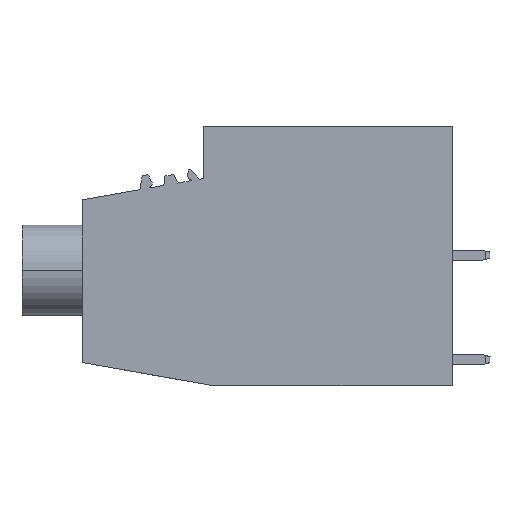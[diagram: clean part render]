
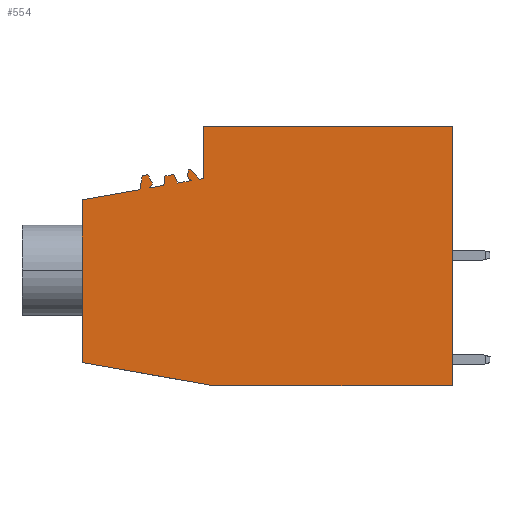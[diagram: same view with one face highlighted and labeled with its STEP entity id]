
A CAD part, left-side view. The second image highlights one B-rep face of the part: STEP entity #554.
In plain terms, the highlighted planar face has unit normal (-1, 0, 0).
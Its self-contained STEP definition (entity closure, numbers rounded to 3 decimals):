
#382=AXIS2_PLACEMENT_3D('Plane Axis2P3D',#379,#380,#381) ;
#442=AXIS2_PLACEMENT_3D('Circle Axis2P3D',#440,#441,$) ;
#449=AXIS2_PLACEMENT_3D('Circle Axis2P3D',#447,#448,$) ;
#63=CARTESIAN_POINT('Vertex',(0.,33.2,0.)) ;
#66=CARTESIAN_POINT('Line Origine',(0.,41.,1.375)) ;
#70=CARTESIAN_POINT('Vertex',(0.,48.8,2.751)) ;
#297=CARTESIAN_POINT('Line Origine',(0.,48.8,12.485)) ;
#301=CARTESIAN_POINT('Vertex',(0.,48.8,22.22)) ;
#379=CARTESIAN_POINT('Axis2P3D Location',(0.,0.,0.)) ;
#384=CARTESIAN_POINT('Line Origine',(0.,18.85,0.)) ;
#388=CARTESIAN_POINT('Vertex',(0.,4.5,0.)) ;
#391=CARTESIAN_POINT('Line Origine',(0.,4.5,15.5)) ;
#395=CARTESIAN_POINT('Vertex',(0.,4.5,31.)) ;
#398=CARTESIAN_POINT('Line Origine',(0.,19.4,31.)) ;
#402=CARTESIAN_POINT('Vertex',(0.,34.3,31.)) ;
#405=CARTESIAN_POINT('Line Origine',(0.,34.3,27.888)) ;
#409=CARTESIAN_POINT('Vertex',(0.,34.3,24.777)) ;
#412=CARTESIAN_POINT('Line Origine',(0.,34.558,24.731)) ;
#416=CARTESIAN_POINT('Vertex',(0.,34.816,24.686)) ;
#419=CARTESIAN_POINT('Line Origine',(0.,35.325,25.271)) ;
#423=CARTESIAN_POINT('Vertex',(0.,35.833,25.856)) ;
#426=CARTESIAN_POINT('Line Origine',(0.,35.96,25.834)) ;
#430=CARTESIAN_POINT('Vertex',(0.,36.087,25.811)) ;
#433=CARTESIAN_POINT('Line Origine',(0.,36.124,25.514)) ;
#437=CARTESIAN_POINT('Vertex',(0.,36.16,25.217)) ;
#440=CARTESIAN_POINT('Axis2P3D Location',(0.,35.595,25.148)) ;
#444=CARTESIAN_POINT('Vertex',(0.,35.875,24.651)) ;
#447=CARTESIAN_POINT('Axis2P3D Location',(0.,36.029,24.376)) ;
#451=CARTESIAN_POINT('Vertex',(0.,35.749,24.521)) ;
#454=CARTESIAN_POINT('Line Origine',(0.,36.563,24.378)) ;
#458=CARTESIAN_POINT('Vertex',(0.,37.376,24.234)) ;
#461=CARTESIAN_POINT('Line Origine',(0.,37.615,24.746)) ;
#465=CARTESIAN_POINT('Vertex',(0.,37.853,25.257)) ;
#468=CARTESIAN_POINT('Line Origine',(0.,38.39,25.162)) ;
#472=CARTESIAN_POINT('Vertex',(0.,38.926,25.068)) ;
#475=CARTESIAN_POINT('Line Origine',(0.,38.976,24.506)) ;
#479=CARTESIAN_POINT('Vertex',(0.,39.025,23.944)) ;
#482=CARTESIAN_POINT('Line Origine',(0.,39.873,23.794)) ;
#486=CARTESIAN_POINT('Vertex',(0.,40.721,23.645)) ;
#489=CARTESIAN_POINT('Line Origine',(0.,40.563,23.87)) ;
#493=CARTESIAN_POINT('Vertex',(0.,40.405,24.096)) ;
#496=CARTESIAN_POINT('Line Origine',(0.,40.423,24.195)) ;
#500=CARTESIAN_POINT('Vertex',(0.,40.44,24.293)) ;
#503=CARTESIAN_POINT('Line Origine',(0.,40.687,24.757)) ;
#507=CARTESIAN_POINT('Vertex',(0.,40.934,25.222)) ;
#510=CARTESIAN_POINT('Line Origine',(0.,41.27,25.162)) ;
#514=CARTESIAN_POINT('Vertex',(0.,41.606,25.103)) ;
#517=CARTESIAN_POINT('Line Origine',(0.,41.753,24.27)) ;
#521=CARTESIAN_POINT('Vertex',(0.,41.899,23.437)) ;
#524=CARTESIAN_POINT('Line Origine',(0.,45.35,22.828)) ;
#67=DIRECTION('Vector Direction',(0.,-0.985,-0.174)) ;
#298=DIRECTION('Vector Direction',(0.,0.,-1.)) ;
#380=DIRECTION('Axis2P3D Direction',(-1.,0.,0.)) ;
#381=DIRECTION('Axis2P3D XDirection',(0.,-1.,0.)) ;
#385=DIRECTION('Vector Direction',(0.,-1.,0.)) ;
#392=DIRECTION('Vector Direction',(0.,0.,1.)) ;
#399=DIRECTION('Vector Direction',(0.,1.,0.)) ;
#406=DIRECTION('Vector Direction',(0.,0.,1.)) ;
#413=DIRECTION('Vector Direction',(0.,0.985,-0.174)) ;
#420=DIRECTION('Vector Direction',(0.,-0.656,-0.755)) ;
#427=DIRECTION('Vector Direction',(0.,-0.985,0.174)) ;
#434=DIRECTION('Vector Direction',(0.,-0.122,0.993)) ;
#441=DIRECTION('Axis2P3D Direction',(-1.,0.,0.)) ;
#448=DIRECTION('Axis2P3D Direction',(-1.,0.,0.)) ;
#455=DIRECTION('Vector Direction',(0.,0.985,-0.174)) ;
#462=DIRECTION('Vector Direction',(0.,-0.423,-0.906)) ;
#469=DIRECTION('Vector Direction',(0.,-0.985,0.174)) ;
#476=DIRECTION('Vector Direction',(0.,-0.087,0.996)) ;
#483=DIRECTION('Vector Direction',(0.,0.985,-0.174)) ;
#490=DIRECTION('Vector Direction',(0.,0.574,-0.819)) ;
#497=DIRECTION('Vector Direction',(0.,-0.174,-0.985)) ;
#504=DIRECTION('Vector Direction',(0.,-0.469,-0.883)) ;
#511=DIRECTION('Vector Direction',(0.,-0.985,0.174)) ;
#518=DIRECTION('Vector Direction',(0.,-0.174,0.985)) ;
#525=DIRECTION('Vector Direction',(0.,0.985,-0.174)) ;
#68=VECTOR('Line Direction',#67,1.) ;
#299=VECTOR('Line Direction',#298,1.) ;
#386=VECTOR('Line Direction',#385,1.) ;
#393=VECTOR('Line Direction',#392,1.) ;
#400=VECTOR('Line Direction',#399,1.) ;
#407=VECTOR('Line Direction',#406,1.) ;
#414=VECTOR('Line Direction',#413,1.) ;
#421=VECTOR('Line Direction',#420,1.) ;
#428=VECTOR('Line Direction',#427,1.) ;
#435=VECTOR('Line Direction',#434,1.) ;
#456=VECTOR('Line Direction',#455,1.) ;
#463=VECTOR('Line Direction',#462,1.) ;
#470=VECTOR('Line Direction',#469,1.) ;
#477=VECTOR('Line Direction',#476,1.) ;
#484=VECTOR('Line Direction',#483,1.) ;
#491=VECTOR('Line Direction',#490,1.) ;
#498=VECTOR('Line Direction',#497,1.) ;
#505=VECTOR('Line Direction',#504,1.) ;
#512=VECTOR('Line Direction',#511,1.) ;
#519=VECTOR('Line Direction',#518,1.) ;
#526=VECTOR('Line Direction',#525,1.) ;
#530=ORIENTED_EDGE('',*,*,#303,.T.) ;
#531=ORIENTED_EDGE('',*,*,#72,.T.) ;
#532=ORIENTED_EDGE('',*,*,#390,.T.) ;
#533=ORIENTED_EDGE('',*,*,#397,.T.) ;
#534=ORIENTED_EDGE('',*,*,#404,.T.) ;
#535=ORIENTED_EDGE('',*,*,#411,.T.) ;
#536=ORIENTED_EDGE('',*,*,#418,.T.) ;
#537=ORIENTED_EDGE('',*,*,#425,.T.) ;
#538=ORIENTED_EDGE('',*,*,#432,.T.) ;
#539=ORIENTED_EDGE('',*,*,#439,.T.) ;
#540=ORIENTED_EDGE('',*,*,#446,.T.) ;
#541=ORIENTED_EDGE('',*,*,#453,.T.) ;
#542=ORIENTED_EDGE('',*,*,#460,.T.) ;
#543=ORIENTED_EDGE('',*,*,#467,.T.) ;
#544=ORIENTED_EDGE('',*,*,#474,.T.) ;
#545=ORIENTED_EDGE('',*,*,#481,.T.) ;
#546=ORIENTED_EDGE('',*,*,#488,.T.) ;
#547=ORIENTED_EDGE('',*,*,#495,.T.) ;
#548=ORIENTED_EDGE('',*,*,#502,.T.) ;
#549=ORIENTED_EDGE('',*,*,#509,.T.) ;
#550=ORIENTED_EDGE('',*,*,#516,.T.) ;
#551=ORIENTED_EDGE('',*,*,#523,.T.) ;
#552=ORIENTED_EDGE('',*,*,#528,.T.) ;
#554=ADVANCED_FACE('BLZP 5.08/.../180 - (sample for product name)',(#553),#383,.T.) ;
#443=CIRCLE('generated circle',#442,0.57) ;
#450=CIRCLE('generated circle',#449,0.315) ;
#72=EDGE_CURVE('',#71,#64,#69,.T.) ;
#303=EDGE_CURVE('',#302,#71,#300,.T.) ;
#390=EDGE_CURVE('',#64,#389,#387,.T.) ;
#397=EDGE_CURVE('',#389,#396,#394,.T.) ;
#404=EDGE_CURVE('',#396,#403,#401,.T.) ;
#411=EDGE_CURVE('',#403,#410,#408,.F.) ;
#418=EDGE_CURVE('',#410,#417,#415,.T.) ;
#425=EDGE_CURVE('',#417,#424,#422,.F.) ;
#432=EDGE_CURVE('',#424,#431,#429,.F.) ;
#439=EDGE_CURVE('',#431,#438,#436,.F.) ;
#446=EDGE_CURVE('',#438,#445,#443,.T.) ;
#453=EDGE_CURVE('',#445,#452,#450,.F.) ;
#460=EDGE_CURVE('',#452,#459,#457,.T.) ;
#467=EDGE_CURVE('',#459,#466,#464,.F.) ;
#474=EDGE_CURVE('',#466,#473,#471,.F.) ;
#481=EDGE_CURVE('',#473,#480,#478,.F.) ;
#488=EDGE_CURVE('',#480,#487,#485,.T.) ;
#495=EDGE_CURVE('',#487,#494,#492,.F.) ;
#502=EDGE_CURVE('',#494,#501,#499,.F.) ;
#509=EDGE_CURVE('',#501,#508,#506,.F.) ;
#516=EDGE_CURVE('',#508,#515,#513,.F.) ;
#523=EDGE_CURVE('',#515,#522,#520,.F.) ;
#528=EDGE_CURVE('',#522,#302,#527,.T.) ;
#529=EDGE_LOOP('',(#530,#531,#532,#533,#534,#535,#536,#537,#538,#539,#540,#541,#542,#543,#544,#545,#546,#547,#548,#549,#550,#551,#552)) ;
#553=FACE_OUTER_BOUND('',#529,.T.) ;
#69=LINE('Line',#66,#68) ;
#300=LINE('Line',#297,#299) ;
#387=LINE('Line',#384,#386) ;
#394=LINE('Line',#391,#393) ;
#401=LINE('Line',#398,#400) ;
#408=LINE('Line',#405,#407) ;
#415=LINE('Line',#412,#414) ;
#422=LINE('Line',#419,#421) ;
#429=LINE('Line',#426,#428) ;
#436=LINE('Line',#433,#435) ;
#457=LINE('Line',#454,#456) ;
#464=LINE('Line',#461,#463) ;
#471=LINE('Line',#468,#470) ;
#478=LINE('Line',#475,#477) ;
#485=LINE('Line',#482,#484) ;
#492=LINE('Line',#489,#491) ;
#499=LINE('Line',#496,#498) ;
#506=LINE('Line',#503,#505) ;
#513=LINE('Line',#510,#512) ;
#520=LINE('Line',#517,#519) ;
#527=LINE('Line',#524,#526) ;
#383=PLANE('',#382) ;
#64=VERTEX_POINT('',#63) ;
#71=VERTEX_POINT('',#70) ;
#302=VERTEX_POINT('',#301) ;
#389=VERTEX_POINT('',#388) ;
#396=VERTEX_POINT('',#395) ;
#403=VERTEX_POINT('',#402) ;
#410=VERTEX_POINT('',#409) ;
#417=VERTEX_POINT('',#416) ;
#424=VERTEX_POINT('',#423) ;
#431=VERTEX_POINT('',#430) ;
#438=VERTEX_POINT('',#437) ;
#445=VERTEX_POINT('',#444) ;
#452=VERTEX_POINT('',#451) ;
#459=VERTEX_POINT('',#458) ;
#466=VERTEX_POINT('',#465) ;
#473=VERTEX_POINT('',#472) ;
#480=VERTEX_POINT('',#479) ;
#487=VERTEX_POINT('',#486) ;
#494=VERTEX_POINT('',#493) ;
#501=VERTEX_POINT('',#500) ;
#508=VERTEX_POINT('',#507) ;
#515=VERTEX_POINT('',#514) ;
#522=VERTEX_POINT('',#521) ;
